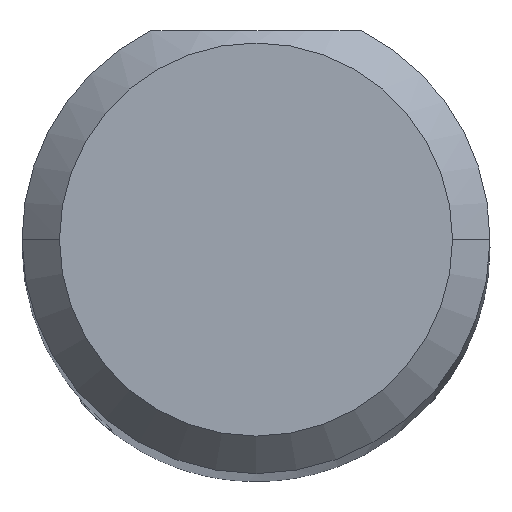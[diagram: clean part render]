
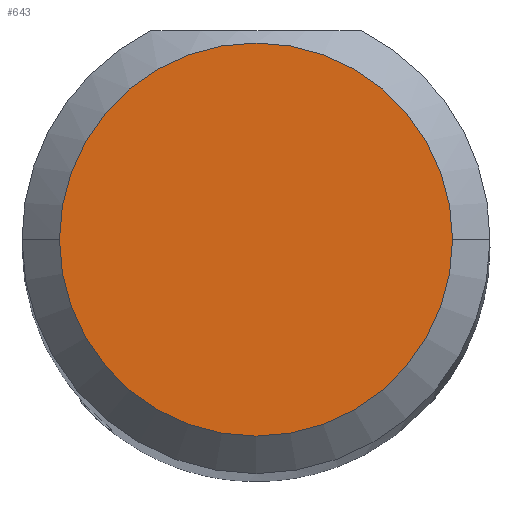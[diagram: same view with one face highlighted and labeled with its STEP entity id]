
A CAD part, top view. The second image highlights one B-rep face of the part: STEP entity #643.
In plain terms, the highlighted planar face has unit normal (0, 0, 1).
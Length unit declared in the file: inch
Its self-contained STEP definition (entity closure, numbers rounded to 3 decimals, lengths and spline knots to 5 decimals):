
#41 = AXIS2_PLACEMENT_3D ( 'NONE', #471, #628, #84 ) ;
#80 = VERTEX_POINT ( 'NONE', #468 ) ;
#84 = DIRECTION ( 'NONE',  ( 1., 0., 0. ) ) ;
#150 = DIRECTION ( 'NONE',  ( 0., 0., 1. ) ) ;
#171 = CARTESIAN_POINT ( 'NONE',  ( -0.07875, 0., 2. ) ) ;
#186 = EDGE_LOOP ( 'NONE', ( #717, #525 ) ) ;
#222 = CIRCLE ( 'NONE', #452, 0.07875 ) ;
#255 = PLANE ( 'NONE',  #41 ) ;
#329 = DIRECTION ( 'NONE',  ( 1., 0., 0. ) ) ;
#348 = DIRECTION ( 'NONE',  ( 1., 0., 0. ) ) ;
#350 = EDGE_CURVE ( 'NONE', #80, #519, #561, .T. ) ;
#382 = AXIS2_PLACEMENT_3D ( 'NONE', #425, #150, #329 ) ;
#396 = CARTESIAN_POINT ( 'NONE',  ( 0., 0., 2. ) ) ;
#425 = CARTESIAN_POINT ( 'NONE',  ( 0., 0., 2. ) ) ;
#452 = AXIS2_PLACEMENT_3D ( 'NONE', #396, #725, #348 ) ;
#467 = FACE_OUTER_BOUND ( 'NONE', #186, .T. ) ;
#468 = CARTESIAN_POINT ( 'NONE',  ( 0.07875, 0., 2. ) ) ;
#471 = CARTESIAN_POINT ( 'NONE',  ( 0., 0., 2. ) ) ;
#519 = VERTEX_POINT ( 'NONE', #171 ) ;
#525 = ORIENTED_EDGE ( 'NONE', *, *, #350, .T. ) ;
#538 = EDGE_CURVE ( 'NONE', #519, #80, #222, .T. ) ;
#561 = CIRCLE ( 'NONE', #382, 0.07875 ) ;
#628 = DIRECTION ( 'NONE',  ( 0., 0., 1. ) ) ;
#643 = ADVANCED_FACE ( 'NONE', ( #467 ), #255, .T. ) ;
#717 = ORIENTED_EDGE ( 'NONE', *, *, #538, .T. ) ;
#725 = DIRECTION ( 'NONE',  ( 0., 0., 1. ) ) ;
